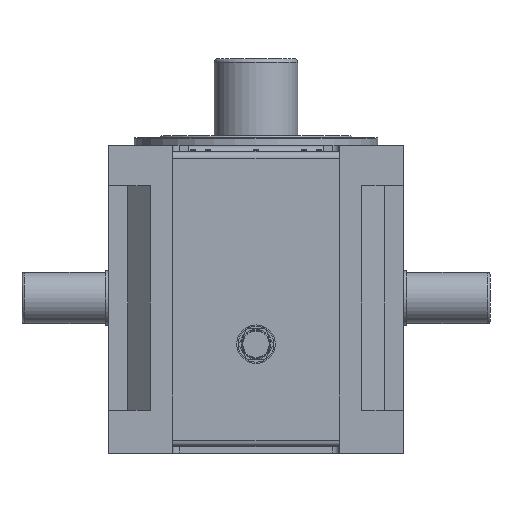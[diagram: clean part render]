
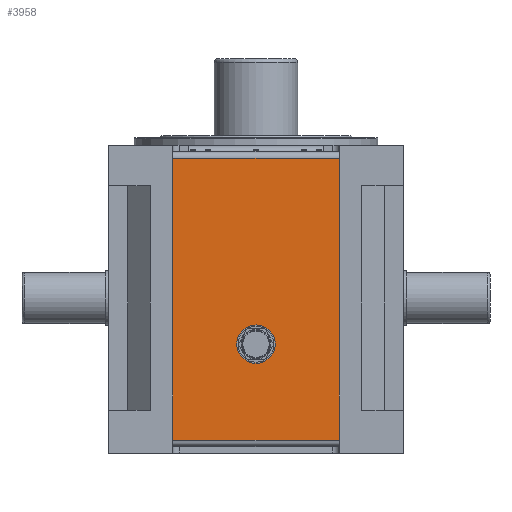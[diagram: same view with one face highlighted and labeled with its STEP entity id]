
A CAD part, front view. The second image highlights one B-rep face of the part: STEP entity #3958.
In plain terms, the highlighted planar face has unit normal (0, -1, 0).
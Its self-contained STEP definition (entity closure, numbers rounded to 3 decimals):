
#10 = VERTEX_POINT ( 'NONE', #13586 ) ;
#231 = DIRECTION ( 'NONE',  ( 0., 0., -1. ) ) ;
#247 = VERTEX_POINT ( 'NONE', #11938 ) ;
#638 = LINE ( 'NONE', #9582, #13265 ) ;
#769 = DIRECTION ( 'NONE',  ( 1., 0., 0. ) ) ;
#916 = EDGE_CURVE ( 'NONE', #7271, #4885, #638, .T. ) ;
#1064 = EDGE_LOOP ( 'NONE', ( #4998, #9507, #11134, #7482 ) ) ;
#1488 = FACE_OUTER_BOUND ( 'NONE', #1064, .T. ) ;
#1999 = EDGE_CURVE ( 'NONE', #4885, #247, #7633, .T. ) ;
#2032 = CARTESIAN_POINT ( 'NONE',  ( 130., -470., 218. ) ) ;
#2067 = CARTESIAN_POINT ( 'NONE',  ( 0., -470., -72. ) ) ;
#2203 = DIRECTION ( 'NONE',  ( 0., 1., 0. ) ) ;
#2517 = CARTESIAN_POINT ( 'NONE',  ( -130., -470., -222. ) ) ;
#2535 = CARTESIAN_POINT ( 'NONE',  ( -130., -470., 218. ) ) ;
#2649 = LINE ( 'NONE', #4639, #3794 ) ;
#2925 = VERTEX_POINT ( 'NONE', #10579 ) ;
#3105 = EDGE_CURVE ( 'NONE', #7271, #2925, #2649, .T. ) ;
#3272 = PLANE ( 'NONE',  #11274 ) ;
#3292 = DIRECTION ( 'NONE',  ( 0., 0., -1. ) ) ;
#3794 = VECTOR ( 'NONE', #14543, 1000. ) ;
#3905 = DIRECTION ( 'NONE',  ( 0., -1., 0. ) ) ;
#3958 = ADVANCED_FACE ( 'NONE', ( #14506, #1488 ), #3272, .F. ) ;
#4027 = VECTOR ( 'NONE', #6209, 1000. ) ;
#4639 = CARTESIAN_POINT ( 'NONE',  ( -130., -470., -222. ) ) ;
#4747 = VERTEX_POINT ( 'NONE', #14960 ) ;
#4885 = VERTEX_POINT ( 'NONE', #5325 ) ;
#4998 = ORIENTED_EDGE ( 'NONE', *, *, #5752, .T. ) ;
#5031 = EDGE_CURVE ( 'NONE', #4747, #10, #12163, .T. ) ;
#5236 = CARTESIAN_POINT ( 'NONE',  ( 0., -470., -72. ) ) ;
#5325 = CARTESIAN_POINT ( 'NONE',  ( -130., -470., 218. ) ) ;
#5489 = EDGE_CURVE ( 'NONE', #10, #4747, #8870, .T. ) ;
#5742 = DIRECTION ( 'NONE',  ( 0., -1., 0. ) ) ;
#5752 = EDGE_CURVE ( 'NONE', #2925, #247, #12335, .T. ) ;
#5980 = AXIS2_PLACEMENT_3D ( 'NONE', #2067, #5742, #3292 ) ;
#6209 = DIRECTION ( 'NONE',  ( 1., 0., 0. ) ) ;
#6321 = ORIENTED_EDGE ( 'NONE', *, *, #5489, .F. ) ;
#7271 = VERTEX_POINT ( 'NONE', #2517 ) ;
#7482 = ORIENTED_EDGE ( 'NONE', *, *, #3105, .T. ) ;
#7633 = LINE ( 'NONE', #2535, #4027 ) ;
#8719 = EDGE_LOOP ( 'NONE', ( #12883, #6321 ) ) ;
#8870 = CIRCLE ( 'NONE', #9256, 30. ) ;
#9256 = AXIS2_PLACEMENT_3D ( 'NONE', #5236, #3905, #231 ) ;
#9507 = ORIENTED_EDGE ( 'NONE', *, *, #1999, .F. ) ;
#9582 = CARTESIAN_POINT ( 'NONE',  ( -130., -470., 218. ) ) ;
#10579 = CARTESIAN_POINT ( 'NONE',  ( 130., -470., -222. ) ) ;
#10649 = CARTESIAN_POINT ( 'NONE',  ( -130., -470., 218. ) ) ;
#11134 = ORIENTED_EDGE ( 'NONE', *, *, #916, .F. ) ;
#11274 = AXIS2_PLACEMENT_3D ( 'NONE', #10649, #2203, #769 ) ;
#11938 = CARTESIAN_POINT ( 'NONE',  ( 130., -470., 218. ) ) ;
#12131 = VECTOR ( 'NONE', #13116, 1000. ) ;
#12163 = CIRCLE ( 'NONE', #5980, 30. ) ;
#12335 = LINE ( 'NONE', #2032, #12131 ) ;
#12883 = ORIENTED_EDGE ( 'NONE', *, *, #5031, .F. ) ;
#13116 = DIRECTION ( 'NONE',  ( 0., 0., 1. ) ) ;
#13265 = VECTOR ( 'NONE', #15628, 1000. ) ;
#13586 = CARTESIAN_POINT ( 'NONE',  ( 0., -470., -42. ) ) ;
#14506 = FACE_BOUND ( 'NONE', #8719, .T. ) ;
#14543 = DIRECTION ( 'NONE',  ( 1., 0., 0. ) ) ;
#14960 = CARTESIAN_POINT ( 'NONE',  ( 0., -470., -102. ) ) ;
#15628 = DIRECTION ( 'NONE',  ( 0., 0., 1. ) ) ;
